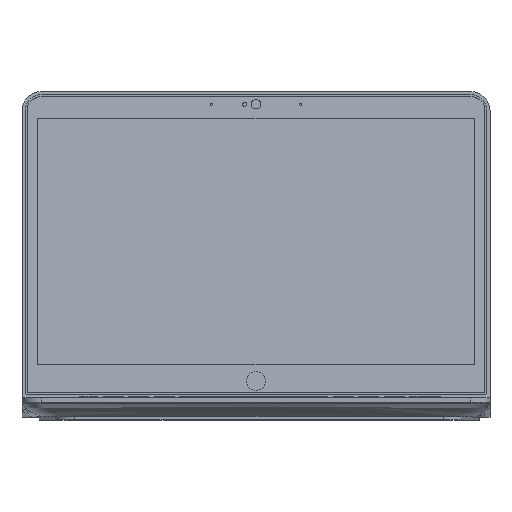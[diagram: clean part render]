
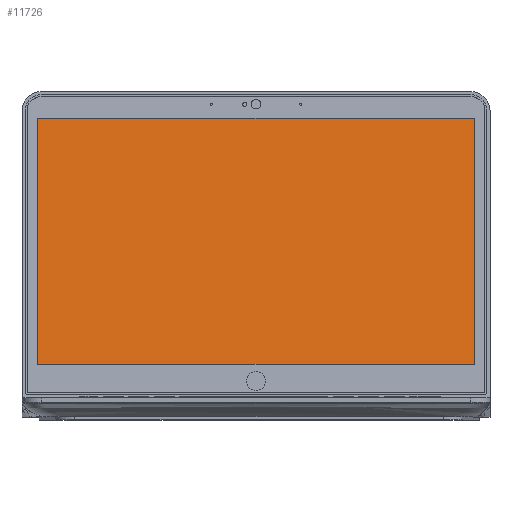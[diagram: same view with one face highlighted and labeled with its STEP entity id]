
A CAD part, top view. The second image highlights one B-rep face of the part: STEP entity #11726.
In plain terms, the highlighted planar face has unit normal (0, 0.101, 0.995).
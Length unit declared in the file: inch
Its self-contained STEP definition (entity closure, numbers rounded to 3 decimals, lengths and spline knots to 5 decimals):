
#27 = CARTESIAN_POINT ( 'NONE',  ( -6.825, 1.65117, -5.21765 ) ) ;
#1414 = CARTESIAN_POINT ( 'NONE',  ( -6.825, 9.36165, -5.99935 ) ) ;
#3610 = DIRECTION ( 'NONE',  ( 0., -0.995, 0.101 ) ) ;
#4170 = PLANE ( 'NONE',  #16264 ) ;
#4247 = EDGE_CURVE ( 'NONE', #13852, #10563, #21010, .T. ) ;
#5119 = EDGE_CURVE ( 'NONE', #10563, #16250, #19441, .T. ) ;
#5648 = VECTOR ( 'NONE', #17717, 39.37008 ) ;
#6089 = ORIENTED_EDGE ( 'NONE', *, *, #5119, .T. ) ;
#6874 = VECTOR ( 'NONE', #11103, 39.37008 ) ;
#7327 = CARTESIAN_POINT ( 'NONE',  ( 6.825, 1.65117, -5.21765 ) ) ;
#7809 = VERTEX_POINT ( 'NONE', #21239 ) ;
#8037 = DIRECTION ( 'NONE',  ( 0., -0.995, 0.101 ) ) ;
#9518 = EDGE_LOOP ( 'NONE', ( #6089, #20502, #16350, #16127 ) ) ;
#9791 = FACE_OUTER_BOUND ( 'NONE', #9518, .T. ) ;
#10563 = VERTEX_POINT ( 'NONE', #16075 ) ;
#10805 = VECTOR ( 'NONE', #16445, 39.37008 ) ;
#11103 = DIRECTION ( 'NONE',  ( 1., 0., 0. ) ) ;
#11726 = ADVANCED_FACE ( 'NONE', ( #9791 ), #4170, .F. ) ;
#11995 = LINE ( 'NONE', #7327, #6874 ) ;
#13852 = VERTEX_POINT ( 'NONE', #24467 ) ;
#15932 = LINE ( 'NONE', #18224, #10805 ) ;
#16075 = CARTESIAN_POINT ( 'NONE',  ( -6.825, 9.36165, -5.99935 ) ) ;
#16127 = ORIENTED_EDGE ( 'NONE', *, *, #4247, .T. ) ;
#16250 = VERTEX_POINT ( 'NONE', #27 ) ;
#16264 = AXIS2_PLACEMENT_3D ( 'NONE', #19581, #19495, #8037 ) ;
#16350 = ORIENTED_EDGE ( 'NONE', *, *, #17760, .T. ) ;
#16445 = DIRECTION ( 'NONE',  ( 0., 0.995, -0.101 ) ) ;
#17717 = DIRECTION ( 'NONE',  ( -1., 0., 0. ) ) ;
#17760 = EDGE_CURVE ( 'NONE', #7809, #13852, #15932, .T. ) ;
#18224 = CARTESIAN_POINT ( 'NONE',  ( 6.825, 9.36165, -5.99935 ) ) ;
#19404 = CARTESIAN_POINT ( 'NONE',  ( 6.825, 9.36165, -5.99935 ) ) ;
#19441 = LINE ( 'NONE', #1414, #23363 ) ;
#19495 = DIRECTION ( 'NONE',  ( 0., -0.101, -0.995 ) ) ;
#19581 = CARTESIAN_POINT ( 'NONE',  ( 0., -0.50679, -4.99888 ) ) ;
#20502 = ORIENTED_EDGE ( 'NONE', *, *, #24591, .T. ) ;
#21010 = LINE ( 'NONE', #19404, #5648 ) ;
#21239 = CARTESIAN_POINT ( 'NONE',  ( 6.825, 1.65117, -5.21765 ) ) ;
#23363 = VECTOR ( 'NONE', #3610, 39.37008 ) ;
#24467 = CARTESIAN_POINT ( 'NONE',  ( 6.825, 9.36165, -5.99935 ) ) ;
#24591 = EDGE_CURVE ( 'NONE', #16250, #7809, #11995, .T. ) ;
